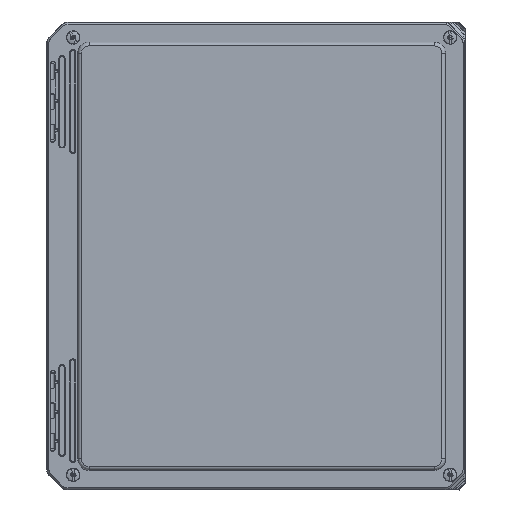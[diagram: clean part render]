
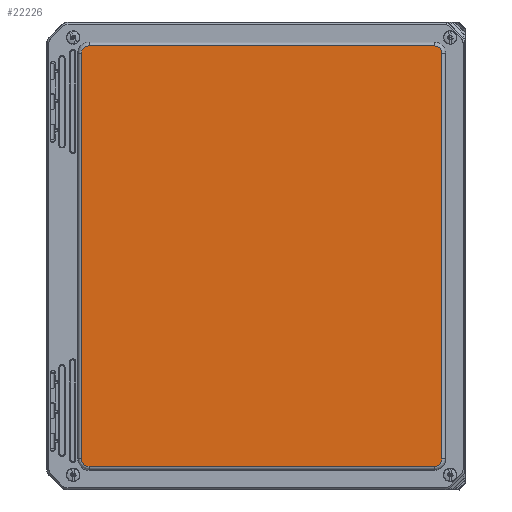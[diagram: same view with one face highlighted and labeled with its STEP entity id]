
A CAD part, top view. The second image highlights one B-rep face of the part: STEP entity #22226.
In plain terms, the highlighted planar face has unit normal (0, 0, 1).
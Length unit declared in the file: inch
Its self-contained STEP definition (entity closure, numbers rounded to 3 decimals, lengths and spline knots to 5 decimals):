
#121 = CARTESIAN_POINT ( 'NONE',  ( -5.90445, 6.8738, 6.34138 ) ) ;
#4196 = CARTESIAN_POINT ( 'NONE',  ( 5.71534, 6.95064, 6.34138 ) ) ;
#8036 = VERTEX_POINT ( 'NONE', #73455 ) ;
#8543 = B_SPLINE_CURVE_WITH_KNOTS ( 'NONE', 3,
 ( #90385, #79424, #40797, #70147, #121, #60548, #110928, #10217 ),
 .UNSPECIFIED., .F., .F.,
 ( 4, 1, 1, 1, 1, 4 ),
 ( 0., 0.14286, 0.28571, 0.42857, 0.71429, 1. ),
 .UNSPECIFIED. ) ;
#9967 = DIRECTION ( 'NONE',  ( 1., 0., 0. ) ) ;
#10202 = ORIENTED_EDGE ( 'NONE', *, *, #122136, .F. ) ;
#10217 = CARTESIAN_POINT ( 'NONE',  ( -5.71734, 6.95064, 6.34138 ) ) ;
#10222 = CARTESIAN_POINT ( 'NONE',  ( -5.9673, -6.7507, 6.34138 ) ) ;
#15574 = CARTESIAN_POINT ( 'NONE',  ( 5.75274, 6.95064, 6.34138 ) ) ;
#17857 = VERTEX_POINT ( 'NONE', #26572 ) ;
#18553 = CARTESIAN_POINT ( 'NONE',  ( -5.75474, -6.98196, 6.34138 ) ) ;
#18554 = EDGE_CURVE ( 'NONE', #48834, #35938, #43664, .T. ) ;
#18862 = ORIENTED_EDGE ( 'NONE', *, *, #112021, .F. ) ;
#18961 = CARTESIAN_POINT ( 'NONE',  ( -5.96103, -6.8068, 6.34138 ) ) ;
#19046 = VERTEX_POINT ( 'NONE', #60332 ) ;
#19393 = CARTESIAN_POINT ( 'NONE',  ( -5.82951, -6.9649, 6.34138 ) ) ;
#19568 = CARTESIAN_POINT ( 'NONE',  ( -0.001, 6.95064, 6.34138 ) ) ;
#22226 = ADVANCED_FACE ( 'NONE', ( #34059 ), #126387, .F. ) ;
#23921 = CARTESIAN_POINT ( 'NONE',  ( 5.82751, 6.93358, 6.34138 ) ) ;
#24214 = VECTOR ( 'NONE', #9967, 39.37008 ) ;
#26572 = CARTESIAN_POINT ( 'NONE',  ( -5.9673, -6.732, 6.34138 ) ) ;
#28221 = CARTESIAN_POINT ( 'NONE',  ( -5.91946, -6.89317, 6.34138 ) ) ;
#32438 = DIRECTION ( 'NONE',  ( -1., 0., 0. ) ) ;
#34059 = FACE_OUTER_BOUND ( 'NONE', #109881, .T. ) ;
#34897 = EDGE_CURVE ( 'NONE', #8036, #19046, #46811, .T. ) ;
#35938 = VERTEX_POINT ( 'NONE', #128556 ) ;
#40797 = CARTESIAN_POINT ( 'NONE',  ( -5.96309, 6.75678, 6.34138 ) ) ;
#41091 = B_SPLINE_CURVE_WITH_KNOTS ( 'NONE', 3,
 ( #124482, #125739, #85537, #115708, #93932, #85098, #74918, #84255 ),
 .UNSPECIFIED., .F., .F.,
 ( 4, 1, 1, 1, 1, 4 ),
 ( 0., 0.14286, 0.28571, 0.42857, 0.71429, 1. ),
 .UNSPECIFIED. ) ;
#42911 = LINE ( 'NONE', #19568, #24214 ) ;
#43664 = LINE ( 'NONE', #71817, #53248 ) ;
#45255 = ORIENTED_EDGE ( 'NONE', *, *, #54368, .F. ) ;
#46392 = CARTESIAN_POINT ( 'NONE',  ( -5.71734, 6.95064, 6.34138 ) ) ;
#46811 = LINE ( 'NONE', #126061, #115668 ) ;
#48834 = VERTEX_POINT ( 'NONE', #121082 ) ;
#49000 = AXIS2_PLACEMENT_3D ( 'NONE', #81859, #122961, #122107 ) ;
#50694 = ORIENTED_EDGE ( 'NONE', *, *, #67961, .F. ) ;
#51359 = LINE ( 'NONE', #118692, #110952 ) ;
#53248 = VECTOR ( 'NONE', #32438, 39.37008 ) ;
#54368 = EDGE_CURVE ( 'NONE', #102123, #8036, #114484, .T. ) ;
#55816 = CARTESIAN_POINT ( 'NONE',  ( 5.9653, 6.71938, 6.34138 ) ) ;
#58690 = DIRECTION ( 'NONE',  ( 0., 1., 0. ) ) ;
#60105 = CARTESIAN_POINT ( 'NONE',  ( -5.71734, -6.98196, 6.34138 ) ) ;
#60332 = CARTESIAN_POINT ( 'NONE',  ( 5.9653, -6.732, 6.34138 ) ) ;
#60548 = CARTESIAN_POINT ( 'NONE',  ( -5.82952, 6.93358, 6.34138 ) ) ;
#64714 = B_SPLINE_CURVE_WITH_KNOTS ( 'NONE', 3,
 ( #60105, #18553, #19393, #28221, #18961, #10222, #129300 ),
 .UNSPECIFIED., .F., .F.,
 ( 4, 1, 1, 1, 4 ),
 ( 0., 0.28571, 0.57143, 0.85714, 1. ),
 .UNSPECIFIED. ) ;
#65320 = EDGE_CURVE ( 'NONE', #119991, #102123, #42911, .T. ) ;
#67961 = EDGE_CURVE ( 'NONE', #19046, #48834, #41091, .T. ) ;
#68291 = CARTESIAN_POINT ( 'NONE',  ( 5.71534, 6.95064, 6.34138 ) ) ;
#70147 = CARTESIAN_POINT ( 'NONE',  ( -5.94444, 6.81004, 6.34138 ) ) ;
#71817 = CARTESIAN_POINT ( 'NONE',  ( -0.001, -6.98196, 6.34138 ) ) ;
#73455 = CARTESIAN_POINT ( 'NONE',  ( 5.9653, 6.70068, 6.34138 ) ) ;
#74818 = DIRECTION ( 'NONE',  ( 0., -1., 0. ) ) ;
#74918 = CARTESIAN_POINT ( 'NONE',  ( 5.75274, -6.98196, 6.34138 ) ) ;
#77239 = CARTESIAN_POINT ( 'NONE',  ( -5.9673, 6.70068, 6.34138 ) ) ;
#79424 = CARTESIAN_POINT ( 'NONE',  ( -5.9673, 6.71938, 6.34138 ) ) ;
#81859 = CARTESIAN_POINT ( 'NONE',  ( -0.001, -0.01566, 6.34138 ) ) ;
#84255 = CARTESIAN_POINT ( 'NONE',  ( 5.71534, -6.98196, 6.34138 ) ) ;
#85098 = CARTESIAN_POINT ( 'NONE',  ( 5.82752, -6.9649, 6.34138 ) ) ;
#85212 = CARTESIAN_POINT ( 'NONE',  ( 5.9653, 6.70068, 6.34138 ) ) ;
#85537 = CARTESIAN_POINT ( 'NONE',  ( 5.96109, -6.7881, 6.34138 ) ) ;
#85653 = CARTESIAN_POINT ( 'NONE',  ( 5.91746, 6.86185, 6.34138 ) ) ;
#90385 = CARTESIAN_POINT ( 'NONE',  ( -5.9673, 6.70068, 6.34138 ) ) ;
#90616 = EDGE_CURVE ( 'NONE', #35938, #17857, #64714, .T. ) ;
#93932 = CARTESIAN_POINT ( 'NONE',  ( 5.90245, -6.90512, 6.34138 ) ) ;
#101677 = VERTEX_POINT ( 'NONE', #77239 ) ;
#102123 = VERTEX_POINT ( 'NONE', #68291 ) ;
#109881 = EDGE_LOOP ( 'NONE', ( #10202, #18862, #114042, #122907, #50694, #122351, #45255, #116535 ) ) ;
#110928 = CARTESIAN_POINT ( 'NONE',  ( -5.75474, 6.95064, 6.34138 ) ) ;
#110952 = VECTOR ( 'NONE', #58690, 39.37008 ) ;
#112021 = EDGE_CURVE ( 'NONE', #17857, #101677, #51359, .T. ) ;
#114042 = ORIENTED_EDGE ( 'NONE', *, *, #90616, .F. ) ;
#114484 = B_SPLINE_CURVE_WITH_KNOTS ( 'NONE', 3,
 ( #4196, #15574, #23921, #85653, #125412, #55816, #85212 ),
 .UNSPECIFIED., .F., .F.,
 ( 4, 1, 1, 1, 4 ),
 ( 0., 0.28571, 0.57143, 0.85714, 1. ),
 .UNSPECIFIED. ) ;
#115668 = VECTOR ( 'NONE', #74818, 39.37008 ) ;
#115708 = CARTESIAN_POINT ( 'NONE',  ( 5.94244, -6.84136, 6.34138 ) ) ;
#116535 = ORIENTED_EDGE ( 'NONE', *, *, #65320, .F. ) ;
#118692 = CARTESIAN_POINT ( 'NONE',  ( -5.9673, -0.01566, 6.34138 ) ) ;
#119991 = VERTEX_POINT ( 'NONE', #46392 ) ;
#121082 = CARTESIAN_POINT ( 'NONE',  ( 5.71534, -6.98196, 6.34138 ) ) ;
#122107 = DIRECTION ( 'NONE',  ( 1., 0., 0. ) ) ;
#122136 = EDGE_CURVE ( 'NONE', #101677, #119991, #8543, .T. ) ;
#122351 = ORIENTED_EDGE ( 'NONE', *, *, #34897, .F. ) ;
#122907 = ORIENTED_EDGE ( 'NONE', *, *, #18554, .F. ) ;
#122961 = DIRECTION ( 'NONE',  ( 0., 0., -1. ) ) ;
#124482 = CARTESIAN_POINT ( 'NONE',  ( 5.9653, -6.732, 6.34138 ) ) ;
#125412 = CARTESIAN_POINT ( 'NONE',  ( 5.95903, 6.77548, 6.34138 ) ) ;
#125739 = CARTESIAN_POINT ( 'NONE',  ( 5.9653, -6.7507, 6.34138 ) ) ;
#126061 = CARTESIAN_POINT ( 'NONE',  ( 5.9653, -0.01566, 6.34138 ) ) ;
#126387 = PLANE ( 'NONE',  #49000 ) ;
#128556 = CARTESIAN_POINT ( 'NONE',  ( -5.71734, -6.98196, 6.34138 ) ) ;
#129300 = CARTESIAN_POINT ( 'NONE',  ( -5.9673, -6.732, 6.34138 ) ) ;
